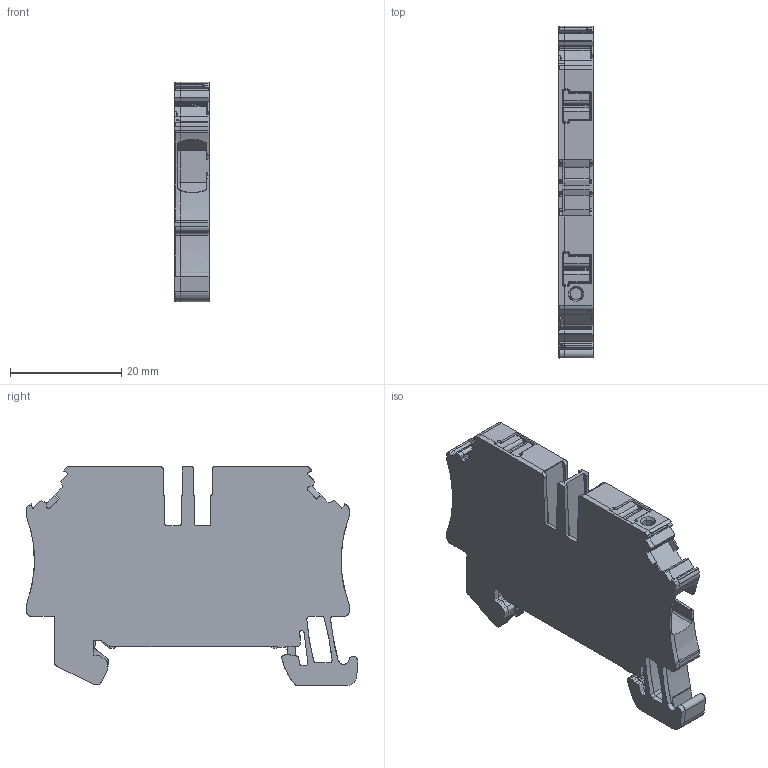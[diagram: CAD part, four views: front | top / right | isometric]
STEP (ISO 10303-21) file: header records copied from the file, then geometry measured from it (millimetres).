
FILE_DESCRIPTION(('CATIA V5 STEP Exchange','CAx-IF Rec.Pracs.--- Model Styling and Organization---1.5--- 2016-08-15','CAx-IF Rec.Pracs.---Supplemental Geometry---1.0---2011-11-01','CAx-IF Rec.Pracs.--- Composite Materials ---1.1---2010-07-15'),'2;1');
FILE_NAME ('1389536-3_0', '2025-09-19T12:44:40+00:00', ('none'), ('Weidmueller'), 'CATIA Version 5-6 Release 2024 SP4', 'CATIA V5 STEP AP214 v3', 'none');
FILE_SCHEMA(('AUTOMOTIVE_DESIGN { 1 0 10303 214 1 1 1 1 }'));
Length unit declared in the file: millimetre
Products named in the file (1): 2847740000
Bounding box: 6.1 x 59.52 x 39.4 mm (x, y, z)
Volume: 9392.3 mm3; surface area: 9684.8 mm2
Topology: 8 solids, 8 shells, 1034 faces, 3031 edges, 2004 vertices
Faces by surface type: plane 459, cylinder 411, extrusion 96, cone 26, bspline 15, sphere 15, torus 12
Entity records: 36518 total; most frequent: CARTESIAN_POINT 10602, ORIENTED_EDGE 6034, DIRECTION 4223, EDGE_CURVE 3017, VECTOR 2038, VERTEX_POINT 2004, LINE 1942, AXIS2_PLACEMENT_3D 1404
